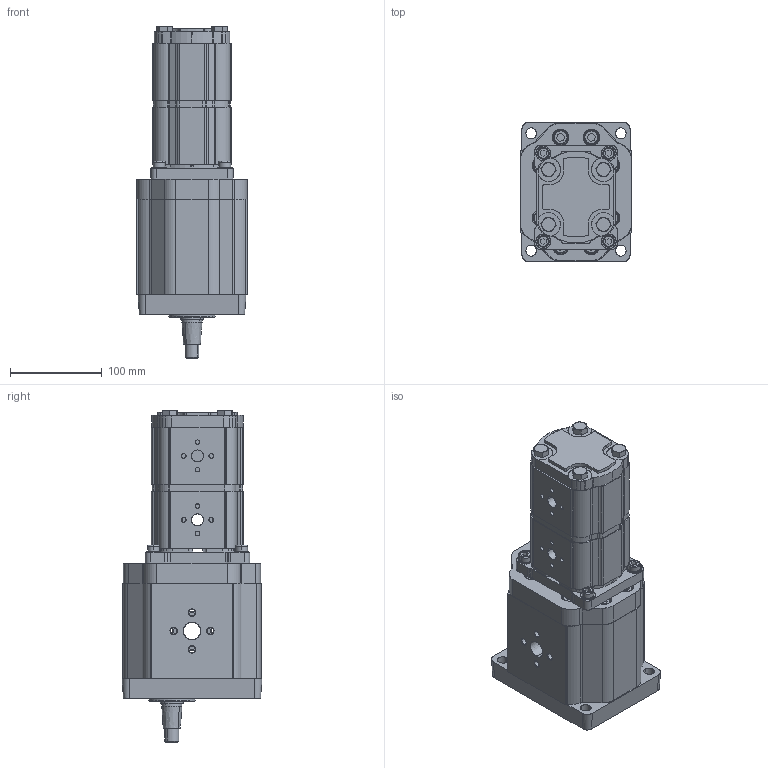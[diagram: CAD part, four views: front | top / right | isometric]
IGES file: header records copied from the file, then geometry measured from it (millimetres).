
Start section: SolidWorks IGES file using analytic representation for surfaces
Global section: file name: OT300 P53 + OT200 P14+14 D-P 38 P3-2.igs; native system: SolidWorks 2014; preprocessor: SolidWorks 2014; author: serviziopdm; date: 151104.095637; units: millimetre
Bounding box: 121.6 x 152.75 x 362.5 mm (x, y, z)
Surface area: 256981.3 mm2 (no closed solid volume)
Topology: 0 solids, 0 shells, 750 faces, 11772 edges, 11772 vertices
Faces by surface type: revolution 428, bspline 322
